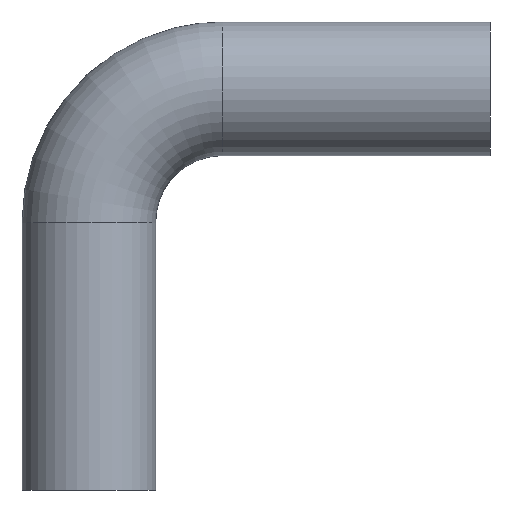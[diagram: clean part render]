
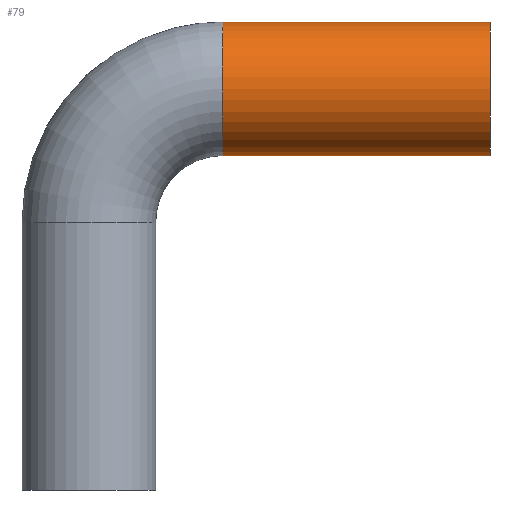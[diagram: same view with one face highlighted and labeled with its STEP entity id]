
A CAD part, front view. The second image highlights one B-rep face of the part: STEP entity #79.
In plain terms, the highlighted cylindrical face has radius 10 mm (diameter 20 mm), a full revolution.
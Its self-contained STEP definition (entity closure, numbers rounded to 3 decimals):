
#79 = ADVANCED_FACE( '', ( #96, #97 ), #98, .T. );
#96 = FACE_OUTER_BOUND( '', #120, .T. );
#97 = FACE_OUTER_BOUND( '', #121, .T. );
#98 = CYLINDRICAL_SURFACE( '', #122, 10. );
#120 = EDGE_LOOP( '', ( #152 ) );
#121 = EDGE_LOOP( '', ( #153 ) );
#122 = AXIS2_PLACEMENT_3D( '', #154, #155, #156 );
#152 = ORIENTED_EDGE( '', *, *, #177, .T. );
#153 = ORIENTED_EDGE( '', *, *, #178, .F. );
#154 = CARTESIAN_POINT( '', ( 60., 0., 60. ) );
#155 = DIRECTION( '', ( -1., 0., 0. ) );
#156 = DIRECTION( '', ( 0., 0., -1. ) );
#177 = EDGE_CURVE( '', #190, #190, #191, .T. );
#178 = EDGE_CURVE( '', #192, #192, #193, .T. );
#190 = VERTEX_POINT( '', #206 );
#191 = CIRCLE( '', #207, 10. );
#192 = VERTEX_POINT( '', #208 );
#193 = CIRCLE( '', #209, 10. );
#206 = CARTESIAN_POINT( '', ( 20., 0., 50. ) );
#207 = AXIS2_PLACEMENT_3D( '', #227, #228, #229 );
#208 = CARTESIAN_POINT( '', ( 60., 0., 50. ) );
#209 = AXIS2_PLACEMENT_3D( '', #230, #231, #232 );
#227 = CARTESIAN_POINT( '', ( 20., 0., 60. ) );
#228 = DIRECTION( '', ( 1., 0., 0. ) );
#229 = DIRECTION( '', ( 0., 0., -1. ) );
#230 = CARTESIAN_POINT( '', ( 60., 0., 60. ) );
#231 = DIRECTION( '', ( 1., 0., 0. ) );
#232 = DIRECTION( '', ( 0., 0., -1. ) );
